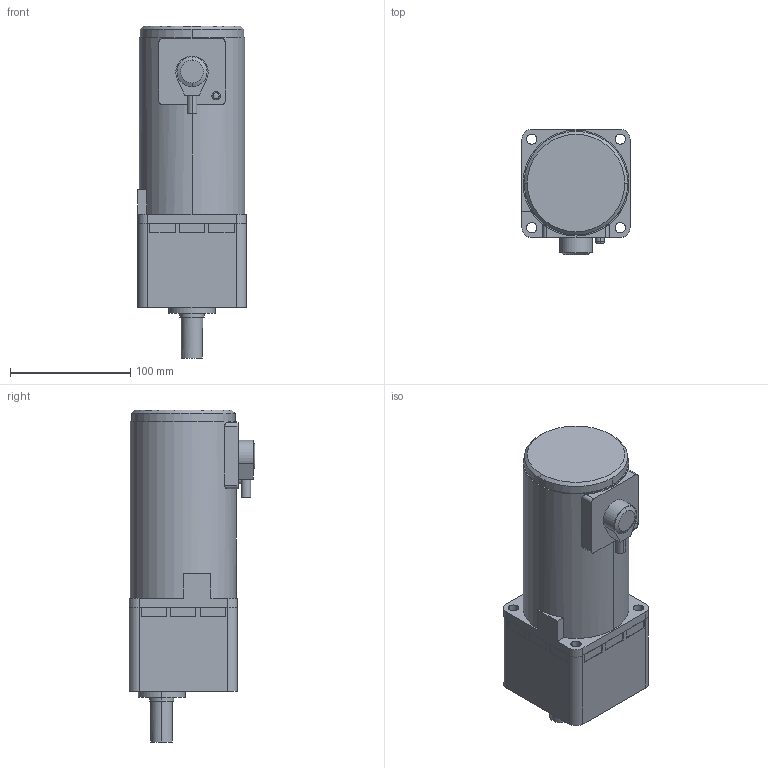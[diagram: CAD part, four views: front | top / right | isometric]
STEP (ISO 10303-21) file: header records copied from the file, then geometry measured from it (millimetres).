
FILE_DESCRIPTION (( 'STEP AP203' ), '1' );
FILE_NAME ('A1285C.STEP', '2015-04-03T05:49:30', ( 'om' ), ( 'Hewlett-Packard Company' ), 'SwSTEP 2.0', 'SolidWorks 2014', '' );
FILE_SCHEMA (( 'CONFIG_CONTROL_DESIGN' ));
Length unit declared in the file: millimetre
Products named in the file (1): A1285C
Bounding box: 90 x 104.5 x 276 mm (x, y, z)
Volume: 1589240.1 mm3; surface area: 118668.6 mm2
Topology: 2 solids, 3 shells, 196 faces, 514 edges, 339 vertices
Faces by surface type: plane 92, cylinder 91, cone 10, bspline 3
Entity records: 6295 total; most frequent: CARTESIAN_POINT 1183, DIRECTION 1093, ORIENTED_EDGE 1024, EDGE_CURVE 512, AXIS2_PLACEMENT_3D 393, VERTEX_POINT 339, VECTOR 307, LINE 307
